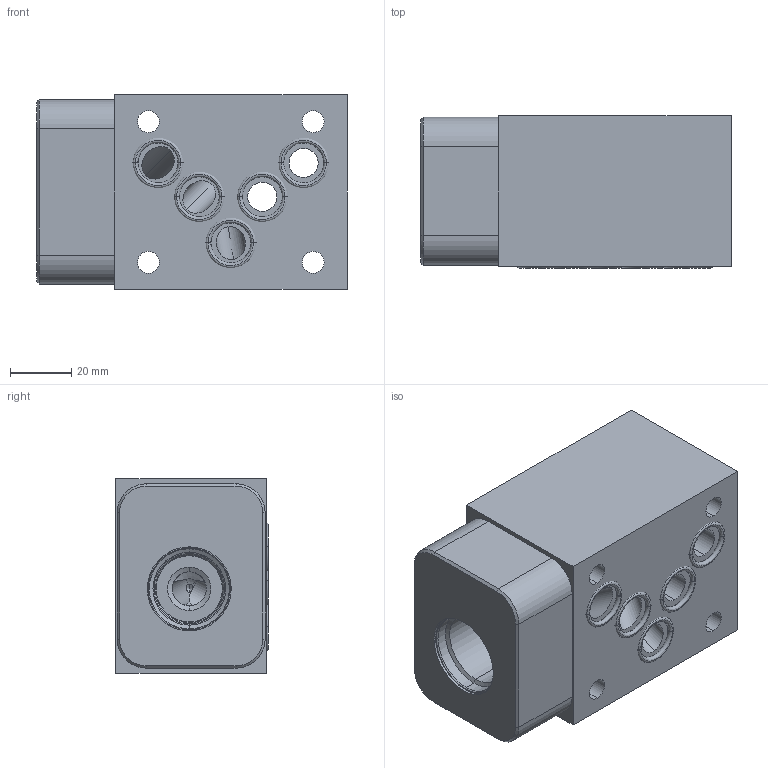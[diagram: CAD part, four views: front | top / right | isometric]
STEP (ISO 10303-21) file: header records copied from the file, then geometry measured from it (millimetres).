
FILE_DESCRIPTION((''),'2;1');
FILE_NAME('CBP_ASM','2019-10-22T',('ProEService'),(''),'PRO/ENGINEER BY PARAMETRIC TECHNOLOGY CORPORATION, 2014200','PRO/ENGINEER BY PARAMETRIC TECHNOLOGY CORPORATION, 2014200','');
FILE_SCHEMA(('CONFIG_CONTROL_DESIGN'));
Length unit declared in the file: inch
Products named in the file (3): 150-392; 500-001-014; CBP_ASM
Assembly tree (6 placements, depth 2):
  CBP_ASM
    150-392
    500-001-014  x5
Bounding box: 101.6 x 49.78 x 63.5 mm (x, y, z)
Volume: 261800.8 mm3; surface area: 44170.8 mm2
Topology: 6 solids, 6 shells, 114 faces, 477 edges, 474 vertices
Faces by surface type: cylinder 48, plane 22, revolution 20, cone 18, sphere 4, torus 2
Entity records: 5470 total; most frequent: CARTESIAN_POINT 1948, DIRECTION 714, ORIENTED_EDGE 526, VECTOR 278, LINE 278, EDGE_CURVE 263, AXIS2_PLACEMENT_3D 216, VERTEX_POINT 174
